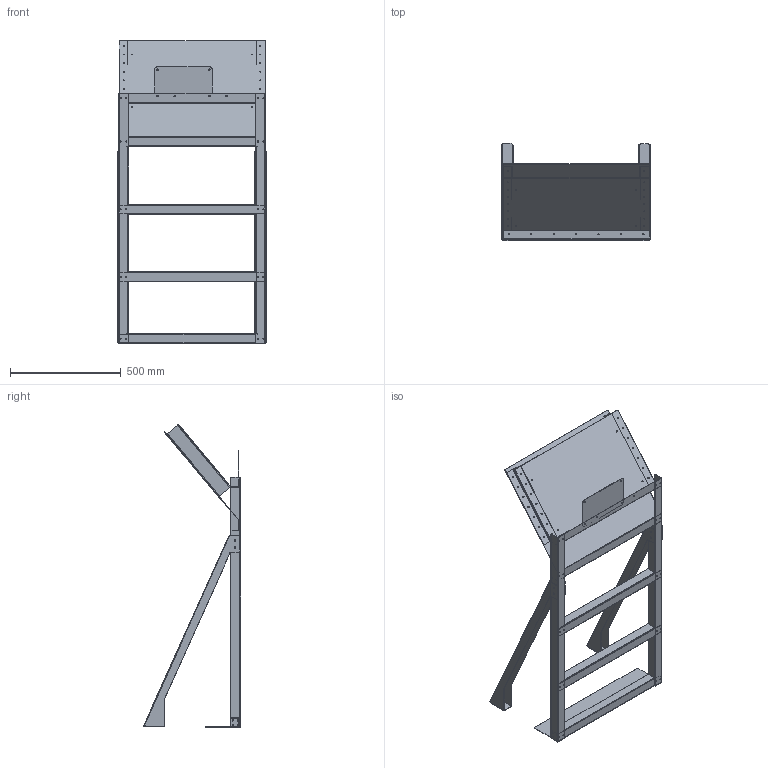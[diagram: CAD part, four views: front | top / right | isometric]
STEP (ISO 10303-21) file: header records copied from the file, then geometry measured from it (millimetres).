
FILE_DESCRIPTION (( 'STEP AP214' ), '1' );
FILE_NAME ('WCP-1529.step', '2024-01-10T21:08:47', ( '' ), ( '' ), 'SwSTEP 2.0', 'SolidWorks 2022', '' );
FILE_SCHEMA (( 'AUTOMOTIVE_DESIGN' ));
Length unit declared in the file: inch
Products named in the file (10): Part 6; Part 7; Part 8; GE-24017; Part 2; WCP-1529; Part 3; Part 4; Part 1; Part 5
Assembly tree (12 placements, depth 2):
  WCP-1529
    Part 1
    Part 6
    Part 8  x2
    Part 4
    Part 5
    GE-24017  x2
    Part 2
    Part 3
    Part 7  x2
Bounding box: 671.7 x 439.83 x 1369.68 mm (x, y, z)
Volume: 3816926.5 mm3; surface area: 3396932.5 mm2
Topology: 12 solids, 12 shells, 649 faces, 1835 edges, 1210 vertices
Faces by surface type: cylinder 449, plane 196, bspline 4
Entity records: 24612 total; most frequent: DIRECTION 3195, CARTESIAN_POINT 3097, ORIENTED_EDGE 2882, EDGE_CURVE 1441, AXIS2_PLACEMENT_3D 1246, VERTEX_POINT 950, EDGE_LOOP 773, CIRCLE 724
